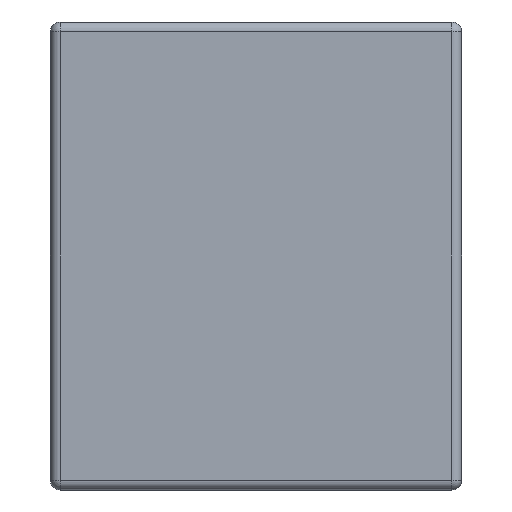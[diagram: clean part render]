
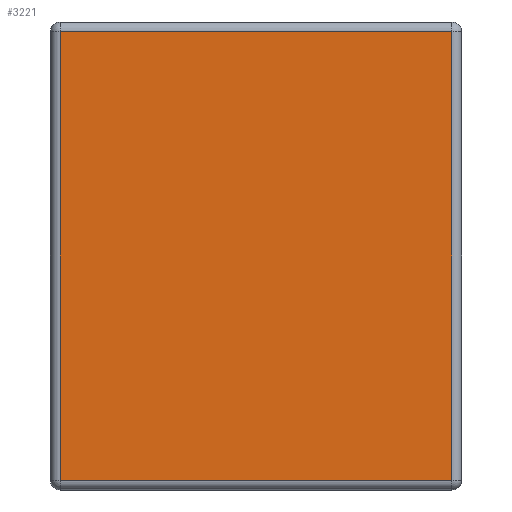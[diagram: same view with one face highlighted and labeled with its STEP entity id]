
A CAD part, left-side view. The second image highlights one B-rep face of the part: STEP entity #3221.
In plain terms, the highlighted planar face has unit normal (-1, 0, 0).
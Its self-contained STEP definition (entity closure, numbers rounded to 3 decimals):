
#221 = EDGE_CURVE ( 'NONE', #2283, #4742, #2776, .T. ) ;
#330 = VECTOR ( 'NONE', #4555, 1000. ) ;
#345 = LINE ( 'NONE', #806, #672 ) ;
#672 = VECTOR ( 'NONE', #5377, 1000. ) ;
#698 = CARTESIAN_POINT ( 'NONE',  ( -0.82, 0., 0. ) ) ;
#806 = CARTESIAN_POINT ( 'NONE',  ( -0.82, -0.398, 0.95 ) ) ;
#1112 = CARTESIAN_POINT ( 'NONE',  ( -0.82, 0.397, 0.93 ) ) ;
#1133 = VECTOR ( 'NONE', #4599, 1000. ) ;
#1159 = FACE_OUTER_BOUND ( 'NONE', #4171, .T. ) ;
#1876 = EDGE_CURVE ( 'NONE', #3354, #2283, #345, .T. ) ;
#2134 = CARTESIAN_POINT ( 'NONE',  ( -0.82, 0.397, 0. ) ) ;
#2283 = VERTEX_POINT ( 'NONE', #3204 ) ;
#2370 = DIRECTION ( 'NONE',  ( -1., 0., 0. ) ) ;
#2492 = LINE ( 'NONE', #2134, #1133 ) ;
#2516 = EDGE_CURVE ( 'NONE', #2651, #3354, #3715, .T. ) ;
#2651 = VERTEX_POINT ( 'NONE', #4437 ) ;
#2776 = LINE ( 'NONE', #4151, #330 ) ;
#2788 = CARTESIAN_POINT ( 'NONE',  ( -0.82, -0.398, 0.02 ) ) ;
#2860 = AXIS2_PLACEMENT_3D ( 'NONE', #698, #2370, #4048 ) ;
#3204 = CARTESIAN_POINT ( 'NONE',  ( -0.82, -0.398, 0.93 ) ) ;
#3221 = ADVANCED_FACE ( 'NONE', ( #1159 ), #4470, .T. ) ;
#3231 = ORIENTED_EDGE ( 'NONE', *, *, #1876, .T. ) ;
#3354 = VERTEX_POINT ( 'NONE', #2788 ) ;
#3715 = LINE ( 'NONE', #5401, #5154 ) ;
#4048 = DIRECTION ( 'NONE',  ( 0., 0., 1. ) ) ;
#4151 = CARTESIAN_POINT ( 'NONE',  ( -0.82, 0.417, 0.93 ) ) ;
#4171 = EDGE_LOOP ( 'NONE', ( #5201, #3231, #4251, #5176 ) ) ;
#4251 = ORIENTED_EDGE ( 'NONE', *, *, #221, .T. ) ;
#4437 = CARTESIAN_POINT ( 'NONE',  ( -0.82, 0.397, 0.02 ) ) ;
#4470 = PLANE ( 'NONE',  #2860 ) ;
#4555 = DIRECTION ( 'NONE',  ( 0., 1., 0. ) ) ;
#4599 = DIRECTION ( 'NONE',  ( 0., 0., -1. ) ) ;
#4742 = VERTEX_POINT ( 'NONE', #1112 ) ;
#4939 = DIRECTION ( 'NONE',  ( 0., -1., 0. ) ) ;
#5154 = VECTOR ( 'NONE', #4939, 1000. ) ;
#5176 = ORIENTED_EDGE ( 'NONE', *, *, #5419, .T. ) ;
#5201 = ORIENTED_EDGE ( 'NONE', *, *, #2516, .T. ) ;
#5377 = DIRECTION ( 'NONE',  ( 0., 0., 1. ) ) ;
#5401 = CARTESIAN_POINT ( 'NONE',  ( -0.82, -0.418, 0.02 ) ) ;
#5419 = EDGE_CURVE ( 'NONE', #4742, #2651, #2492, .T. ) ;
